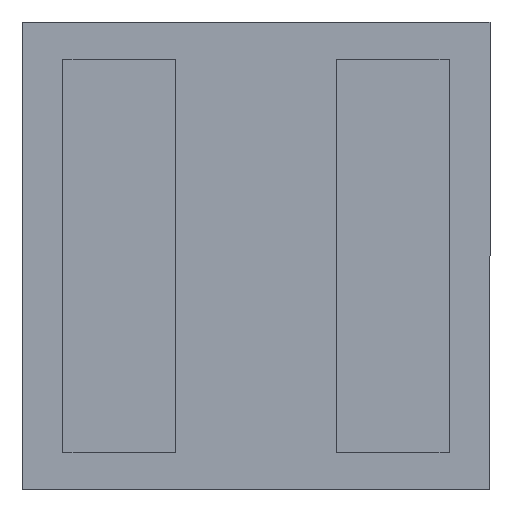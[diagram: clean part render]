
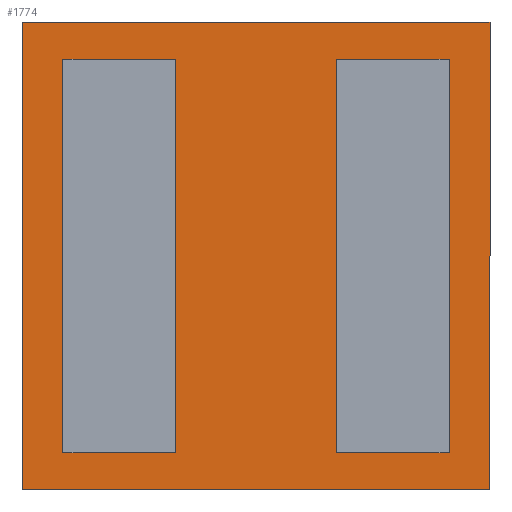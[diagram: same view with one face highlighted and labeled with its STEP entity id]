
A CAD part, front view. The second image highlights one B-rep face of the part: STEP entity #1774.
In plain terms, the highlighted planar face has unit normal (0, -1, 0).
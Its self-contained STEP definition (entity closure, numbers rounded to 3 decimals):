
#27 = VECTOR ( 'NONE', #1634, 1000. ) ;
#39 = CARTESIAN_POINT ( 'NONE',  ( -0.55, 0., 1.6 ) ) ;
#115 = DIRECTION ( 'NONE',  ( 0., 0., -1. ) ) ;
#120 = VERTEX_POINT ( 'NONE', #1378 ) ;
#126 = EDGE_CURVE ( 'NONE', #1172, #120, #924, .T. ) ;
#130 = LINE ( 'NONE', #678, #1017 ) ;
#164 = LINE ( 'NONE', #1304, #592 ) ;
#166 = VECTOR ( 'NONE', #216, 1000. ) ;
#194 = CARTESIAN_POINT ( 'NONE',  ( 0.55, 0., -1.345 ) ) ;
#216 = DIRECTION ( 'NONE',  ( 0., 0., 1. ) ) ;
#259 = ORIENTED_EDGE ( 'NONE', *, *, #126, .F. ) ;
#279 = LINE ( 'NONE', #2251, #2129 ) ;
#283 = CARTESIAN_POINT ( 'NONE',  ( 0.55, 0., 1.345 ) ) ;
#292 = VECTOR ( 'NONE', #1879, 1000. ) ;
#329 = ORIENTED_EDGE ( 'NONE', *, *, #630, .F. ) ;
#336 = ORIENTED_EDGE ( 'NONE', *, *, #1684, .F. ) ;
#387 = CARTESIAN_POINT ( 'NONE',  ( 1.6, 0., 1.345 ) ) ;
#411 = CARTESIAN_POINT ( 'NONE',  ( -1.6, 0., 1.6 ) ) ;
#428 = VERTEX_POINT ( 'NONE', #1047 ) ;
#446 = EDGE_CURVE ( 'NONE', #1149, #1124, #829, .T. ) ;
#449 = CARTESIAN_POINT ( 'NONE',  ( 1.32, 0., 1.6 ) ) ;
#453 = VECTOR ( 'NONE', #1567, 1000. ) ;
#493 = VECTOR ( 'NONE', #1919, 1000. ) ;
#556 = FACE_BOUND ( 'NONE', #1154, .T. ) ;
#592 = VECTOR ( 'NONE', #941, 1000. ) ;
#630 = EDGE_CURVE ( 'NONE', #1013, #1512, #1808, .T. ) ;
#639 = LINE ( 'NONE', #449, #1648 ) ;
#645 = VERTEX_POINT ( 'NONE', #1270 ) ;
#678 = CARTESIAN_POINT ( 'NONE',  ( -1.6, 0., -1.6 ) ) ;
#818 = EDGE_CURVE ( 'NONE', #1512, #2028, #279, .T. ) ;
#829 = LINE ( 'NONE', #2306, #1777 ) ;
#839 = ORIENTED_EDGE ( 'NONE', *, *, #446, .F. ) ;
#844 = ORIENTED_EDGE ( 'NONE', *, *, #2118, .F. ) ;
#872 = CARTESIAN_POINT ( 'NONE',  ( 1.6, 0., 1.6 ) ) ;
#924 = LINE ( 'NONE', #1872, #453 ) ;
#941 = DIRECTION ( 'NONE',  ( 0., 0., -1. ) ) ;
#943 = CARTESIAN_POINT ( 'NONE',  ( -1.32, 0., 1.345 ) ) ;
#997 = VECTOR ( 'NONE', #1145, 1000. ) ;
#1013 = VERTEX_POINT ( 'NONE', #1978 ) ;
#1017 = VECTOR ( 'NONE', #1734, 1000. ) ;
#1029 = ORIENTED_EDGE ( 'NONE', *, *, #1277, .F. ) ;
#1047 = CARTESIAN_POINT ( 'NONE',  ( -1.32, 0., -1.345 ) ) ;
#1055 = DIRECTION ( 'NONE',  ( 0., 0., 1. ) ) ;
#1057 = LINE ( 'NONE', #1664, #997 ) ;
#1081 = CARTESIAN_POINT ( 'NONE',  ( 1.32, 0., -1.345 ) ) ;
#1119 = VECTOR ( 'NONE', #2207, 1000. ) ;
#1120 = LINE ( 'NONE', #39, #166 ) ;
#1124 = VERTEX_POINT ( 'NONE', #943 ) ;
#1145 = DIRECTION ( 'NONE',  ( 1., 0., 0. ) ) ;
#1149 = VERTEX_POINT ( 'NONE', #1819 ) ;
#1154 = EDGE_LOOP ( 'NONE', ( #1029, #839, #844, #1287 ) ) ;
#1172 = VERTEX_POINT ( 'NONE', #1313 ) ;
#1196 = EDGE_CURVE ( 'NONE', #428, #645, #1589, .T. ) ;
#1206 = CARTESIAN_POINT ( 'NONE',  ( -1.6, 0., -1.6 ) ) ;
#1226 = PLANE ( 'NONE',  #1574 ) ;
#1227 = DIRECTION ( 'NONE',  ( -1., 0., 0. ) ) ;
#1249 = EDGE_CURVE ( 'NONE', #1816, #1013, #639, .T. ) ;
#1270 = CARTESIAN_POINT ( 'NONE',  ( -0.55, 0., -1.345 ) ) ;
#1277 = EDGE_CURVE ( 'NONE', #1124, #428, #164, .T. ) ;
#1287 = ORIENTED_EDGE ( 'NONE', *, *, #1196, .F. ) ;
#1299 = EDGE_CURVE ( 'NONE', #2294, #1172, #1057, .T. ) ;
#1304 = CARTESIAN_POINT ( 'NONE',  ( -1.32, 0., 1.6 ) ) ;
#1313 = CARTESIAN_POINT ( 'NONE',  ( 1.6, 0., 1.6 ) ) ;
#1343 = EDGE_LOOP ( 'NONE', ( #1369, #1636, #329, #1482 ) ) ;
#1369 = ORIENTED_EDGE ( 'NONE', *, *, #1511, .F. ) ;
#1375 = FACE_OUTER_BOUND ( 'NONE', #2024, .T. ) ;
#1378 = CARTESIAN_POINT ( 'NONE',  ( 1.6, 0., -1.6 ) ) ;
#1449 = ORIENTED_EDGE ( 'NONE', *, *, #1747, .F. ) ;
#1482 = ORIENTED_EDGE ( 'NONE', *, *, #1249, .F. ) ;
#1496 = CARTESIAN_POINT ( 'NONE',  ( 1.6, 0., -1.345 ) ) ;
#1511 = EDGE_CURVE ( 'NONE', #2028, #1816, #1715, .T. ) ;
#1512 = VERTEX_POINT ( 'NONE', #283 ) ;
#1567 = DIRECTION ( 'NONE',  ( 0., 0., -1. ) ) ;
#1574 = AXIS2_PLACEMENT_3D ( 'NONE', #872, #2135, #1055 ) ;
#1589 = LINE ( 'NONE', #1496, #1119 ) ;
#1593 = ORIENTED_EDGE ( 'NONE', *, *, #1299, .F. ) ;
#1634 = DIRECTION ( 'NONE',  ( -1., 0., 0. ) ) ;
#1636 = ORIENTED_EDGE ( 'NONE', *, *, #818, .F. ) ;
#1648 = VECTOR ( 'NONE', #1690, 1000. ) ;
#1664 = CARTESIAN_POINT ( 'NONE',  ( -1.6, 0., 1.6 ) ) ;
#1684 = EDGE_CURVE ( 'NONE', #120, #1754, #130, .T. ) ;
#1690 = DIRECTION ( 'NONE',  ( 0., 0., 1. ) ) ;
#1715 = LINE ( 'NONE', #2058, #292 ) ;
#1734 = DIRECTION ( 'NONE',  ( -1., 0., 0. ) ) ;
#1736 = CARTESIAN_POINT ( 'NONE',  ( -1.6, 0., -1.6 ) ) ;
#1747 = EDGE_CURVE ( 'NONE', #1754, #2294, #1908, .T. ) ;
#1754 = VERTEX_POINT ( 'NONE', #1206 ) ;
#1774 = ADVANCED_FACE ( 'NONE', ( #1857, #1375, #556 ), #1226, .F. ) ;
#1777 = VECTOR ( 'NONE', #1227, 1000. ) ;
#1808 = LINE ( 'NONE', #387, #27 ) ;
#1816 = VERTEX_POINT ( 'NONE', #1081 ) ;
#1819 = CARTESIAN_POINT ( 'NONE',  ( -0.55, 0., 1.345 ) ) ;
#1857 = FACE_BOUND ( 'NONE', #1343, .T. ) ;
#1872 = CARTESIAN_POINT ( 'NONE',  ( 1.6, 0., -1.6 ) ) ;
#1879 = DIRECTION ( 'NONE',  ( 1., 0., 0. ) ) ;
#1908 = LINE ( 'NONE', #1736, #493 ) ;
#1919 = DIRECTION ( 'NONE',  ( 0., 0., 1. ) ) ;
#1978 = CARTESIAN_POINT ( 'NONE',  ( 1.32, 0., 1.345 ) ) ;
#2024 = EDGE_LOOP ( 'NONE', ( #1593, #1449, #336, #259 ) ) ;
#2028 = VERTEX_POINT ( 'NONE', #194 ) ;
#2058 = CARTESIAN_POINT ( 'NONE',  ( 1.6, 0., -1.345 ) ) ;
#2118 = EDGE_CURVE ( 'NONE', #645, #1149, #1120, .T. ) ;
#2129 = VECTOR ( 'NONE', #115, 1000. ) ;
#2135 = DIRECTION ( 'NONE',  ( 0., 1., 0. ) ) ;
#2207 = DIRECTION ( 'NONE',  ( 1., 0., 0. ) ) ;
#2251 = CARTESIAN_POINT ( 'NONE',  ( 0.55, 0., 1.6 ) ) ;
#2294 = VERTEX_POINT ( 'NONE', #411 ) ;
#2306 = CARTESIAN_POINT ( 'NONE',  ( 1.6, 0., 1.345 ) ) ;
